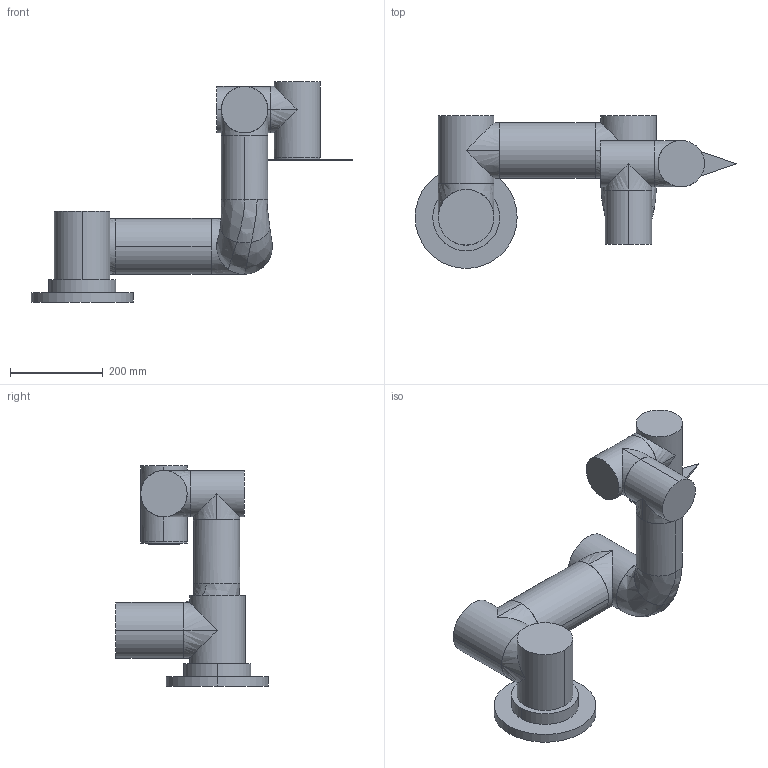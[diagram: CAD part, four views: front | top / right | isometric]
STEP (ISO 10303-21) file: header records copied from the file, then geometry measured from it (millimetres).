
FILE_DESCRIPTION(('CATIA V5 STEP Exchange'),'2;1');
FILE_NAME('assembly.atp.stp','2024-05-28T10:11:19+00:00',('none'),('none'),'CATIA Version 5 Release 21 GA (IN-10)','CATIA V5 STEP AP203','none');
FILE_SCHEMA(('CONFIG_CONTROL_DESIGN'));
Length unit declared in the file: millimetre
Products named in the file (1): Product1
Assembly tree (10 placements, depth 2):
  Product1
    #58
    #233  x3
    #1059
    #1288  x2
    #2234
    #5774
    #6732
Bounding box: 693.5 x 329.23 x 474.4 mm (x, y, z)
Volume: 2728039.4 mm3; surface area: 1125907.5 mm2
Topology: 10 solids, 10 shells, 135 faces, 319 edges, 192 vertices
Faces by surface type: plane 55, cylinder 40, bspline 40
Entity records: 7023 total; most frequent: CARTESIAN_POINT 5062, ORIENTED_EDGE 428, DIRECTION 256, EDGE_CURVE 214, VERTEX_POINT 129, AXIS2_PLACEMENT_3D 117, EDGE_LOOP 97, ADVANCED_FACE 93
